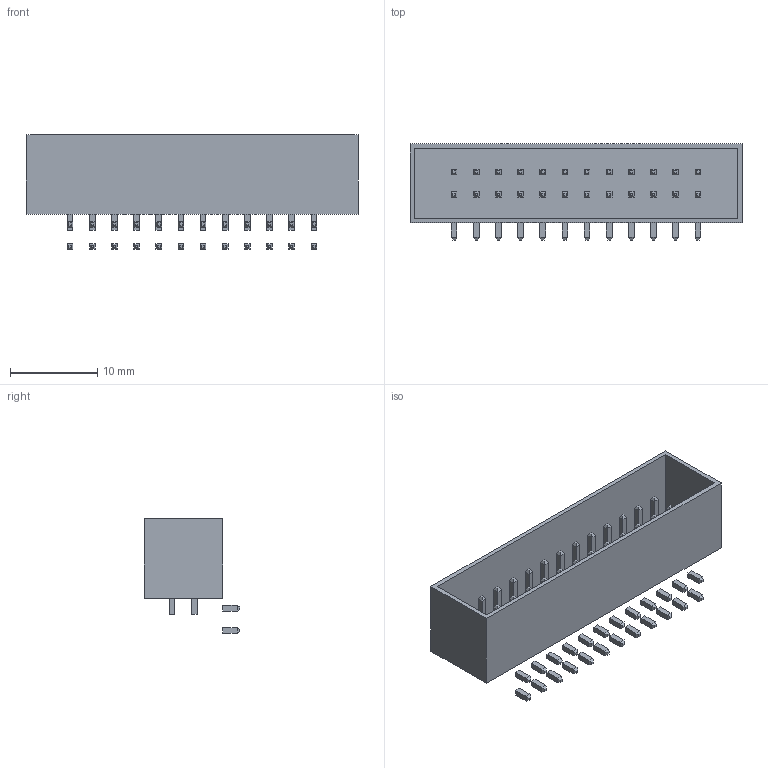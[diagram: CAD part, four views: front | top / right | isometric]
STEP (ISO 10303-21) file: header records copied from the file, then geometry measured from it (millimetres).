
FILE_DESCRIPTION (( 'STEP AP214' ), '1' );
FILE_NAME ( 'SHDRRA24W64P254_12X2_3808X910H900.step', '2020-12-03T10:17:16', ( '' ), ( '' ), 'Part was generated with the free Library Expert Lite available at www.PCBLibraries.com. Removing line will violate the End User License Agreement.', '©2017 PCB Libraries, Inc.', '' );
FILE_SCHEMA (( 'AUTOMOTIVE_DESIGN' ));
Length unit declared in the file: millimetre
Products named in the file (1): SHDRRA24W64P254_12X2_3808X910H900
Bounding box: 38.08 x 11 x 13.12 mm (x, y, z)
Volume: 669.2 mm3; surface area: 2986.9 mm2
Topology: 49 solids, 49 shells, 491 faces, 984 edges, 592 vertices
Faces by surface type: plane 491
Entity records: 13769 total; most frequent: CARTESIAN_POINT 2068, DIRECTION 1968, ORIENTED_EDGE 1968, VECTOR 984, LINE 984, EDGE_CURVE 984, VERTEX_POINT 592, STYLED_ITEM 541
